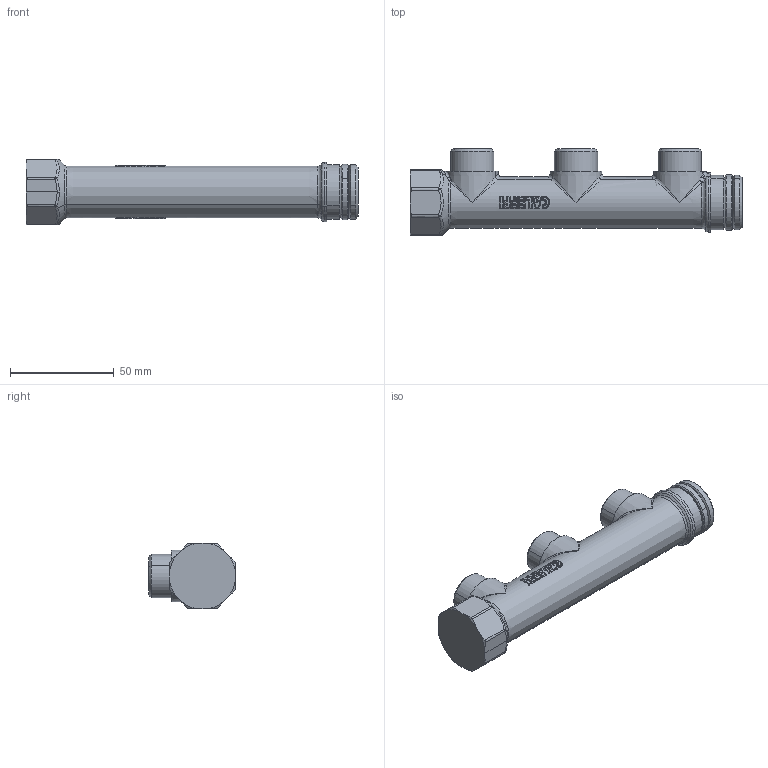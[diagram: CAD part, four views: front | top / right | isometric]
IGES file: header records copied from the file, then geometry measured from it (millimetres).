
Start section:  PTC IGES file: 592535 (IGS).igs
Global section: file name: 592535 (IGS).igs; native system: Creo Parametric by PTC Inc.; preprocessor: 2014500; author: mparodi; organization: Unknown; date: 20160616.142518; units: inch
Bounding box: 160 x 41.9 x 31.8 mm (x, y, z)
Volume: 103200.9 mm3; surface area: 18274 mm2
Topology: 1 solids, 1 shells, 1487 faces, 3543 edges, 1976 vertices
Faces by surface type: bspline 1004, revolution 433, extrusion 50
